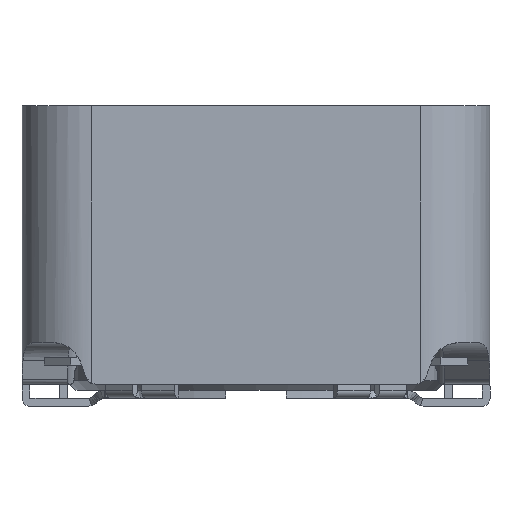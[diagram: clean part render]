
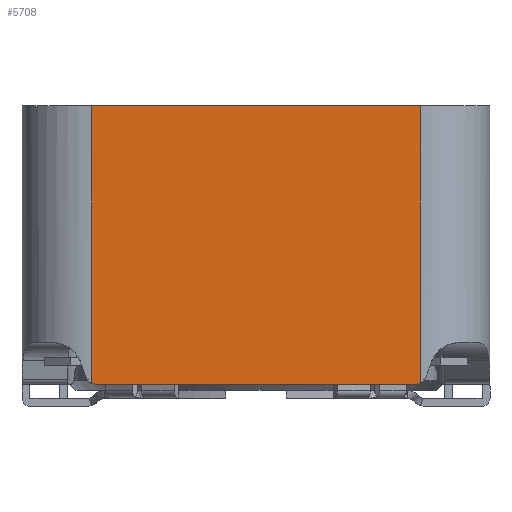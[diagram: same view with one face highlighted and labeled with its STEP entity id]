
A CAD part, left-side view. The second image highlights one B-rep face of the part: STEP entity #5708.
In plain terms, the highlighted planar face has unit normal (-1, 0, 0).
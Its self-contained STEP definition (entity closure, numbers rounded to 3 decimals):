
#113=ELLIPSE('',#6757,0.283,0.2);
#114=ELLIPSE('',#6758,0.283,0.2);
#434=LINE('',#8652,#899);
#450=LINE('',#8789,#915);
#475=LINE('',#9073,#940);
#476=LINE('',#9082,#941);
#899=VECTOR('',#7179,1000.);
#915=VECTOR('',#7245,1000.);
#940=VECTOR('',#7380,1000.);
#941=VECTOR('',#7395,1000.);
#1545=ORIENTED_EDGE('',*,*,#3135,.T.);
#1546=ORIENTED_EDGE('',*,*,#3286,.T.);
#1547=ORIENTED_EDGE('',*,*,#3183,.F.);
#1548=ORIENTED_EDGE('',*,*,#3287,.F.);
#1549=ORIENTED_EDGE('',*,*,#3282,.T.);
#1550=ORIENTED_EDGE('',*,*,#3288,.T.);
#3135=EDGE_CURVE('',#4021,#4020,#434,.T.);
#3183=EDGE_CURVE('',#4064,#4065,#450,.T.);
#3282=EDGE_CURVE('',#4145,#4144,#475,.T.);
#3286=EDGE_CURVE('',#4020,#4065,#113,.F.);
#3287=EDGE_CURVE('',#4145,#4064,#476,.T.);
#3288=EDGE_CURVE('',#4144,#4021,#114,.F.);
#4020=VERTEX_POINT('',#8651);
#4021=VERTEX_POINT('',#8653);
#4064=VERTEX_POINT('',#8788);
#4065=VERTEX_POINT('',#8790);
#4144=VERTEX_POINT('',#9072);
#4145=VERTEX_POINT('',#9074);
#4797=EDGE_LOOP('',(#1545,#1546,#1547,#1548,#1549,#1550));
#5158=FACE_BOUND('',#4797,.T.);
#5507=PLANE('',#6756);
#5708=ADVANCED_FACE('',(#5158),#5507,.F.);
#6756=AXIS2_PLACEMENT_3D('',#9080,#7391,#7392);
#6757=AXIS2_PLACEMENT_3D('',#9081,#7393,#7394);
#6758=AXIS2_PLACEMENT_3D('',#9083,#7396,#7397);
#7179=DIRECTION('',(0.,-1.,0.));
#7245=DIRECTION('',(0.,0.,-1.));
#7380=DIRECTION('',(0.,0.,-1.));
#7391=DIRECTION('',(1.,0.,0.));
#7392=DIRECTION('',(0.,0.,-1.));
#7393=DIRECTION('',(1.,0.,0.));
#7394=DIRECTION('',(0.,1.,0.));
#7395=DIRECTION('',(0.,-1.,0.));
#7396=DIRECTION('',(1.,0.,0.));
#7397=DIRECTION('',(0.,1.,0.));
#8651=CARTESIAN_POINT('',(-7.4,-5.071,0.));
#8652=CARTESIAN_POINT('',(-7.4,5.2,0.));
#8653=CARTESIAN_POINT('',(-7.4,5.071,0.));
#8788=CARTESIAN_POINT('',(-7.4,-5.2,8.8));
#8789=CARTESIAN_POINT('',(-7.4,-5.2,8.8));
#8790=CARTESIAN_POINT('',(-7.4,-5.2,0.022));
#9072=CARTESIAN_POINT('',(-7.4,5.2,0.022));
#9073=CARTESIAN_POINT('',(-7.4,5.2,8.8));
#9074=CARTESIAN_POINT('',(-7.4,5.2,8.8));
#9080=CARTESIAN_POINT('',(-7.4,5.2,8.8));
#9081=CARTESIAN_POINT('',(-7.4,-5.071,0.2));
#9082=CARTESIAN_POINT('',(-7.4,5.2,8.8));
#9083=CARTESIAN_POINT('',(-7.4,5.071,0.2));
